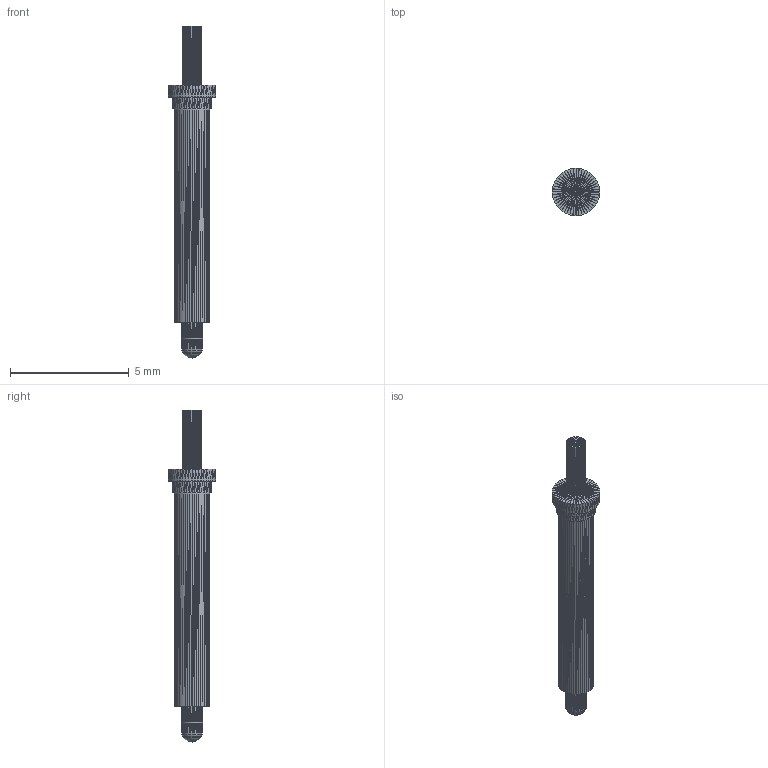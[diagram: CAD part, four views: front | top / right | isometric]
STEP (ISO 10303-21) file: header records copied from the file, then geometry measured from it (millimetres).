
FILE_DESCRIPTION(('faceted STEP generated by ChatGPT'),'2;1');
FILE_NAME('pogo_pin_14mm_compressed.step','2026-02-13T10:14:09Z',('ChatGPT'),(''),'ChatGPT','ChatGPT','');
FILE_SCHEMA(('AUTOMOTIVE_DESIGN_CC2'));
Length unit declared in the file: millimetre
Products named in the file (1): Pogo_Pin_14mm_Compressed
Bounding box: 2 x 2 x 14 mm (x, y, z)
Volume: 20.6 mm3; surface area: 64.3 mm2
Topology: 1 solids, 1 shells, 1824 faces, 2736 edges, 914 vertices
Faces by surface type: plane 1824
Entity records: 13699 total; most frequent: DIRECTION 3650, AXIS2_PLACEMENT_3D 1825, PLANE 1824, POLY_LOOP 1824, FACE_OUTER_BOUND 1824, ADVANCED_FACE 1824, CARTESIAN_POINT 915, APPLICATION_CONTEXT 1
